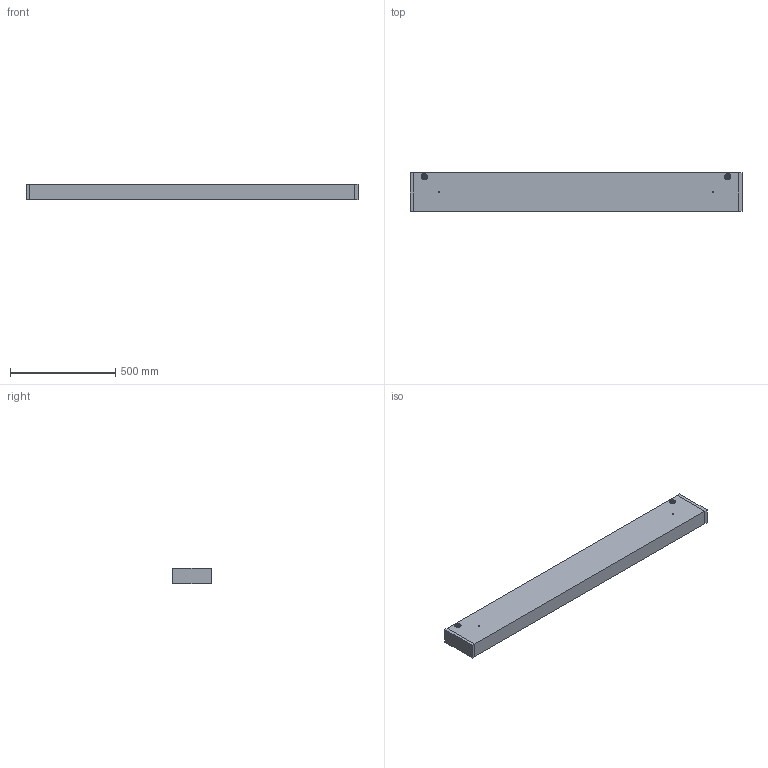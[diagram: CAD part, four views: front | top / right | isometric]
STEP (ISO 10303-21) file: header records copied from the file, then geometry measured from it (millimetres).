
FILE_DESCRIPTION(/* description */ (''),/* implementation_level */ '2;1');
FILE_NAME(/* name */ '585-680.stp',/* time_stamp */ '2019-01-15T07:44:11+01:00',/* author */ (''),/* organization */ (''),/* preprocessor_version */ 'ST-DEVELOPER v15',/* originating_system */ 'SIEMENS PLM Software NX 8.5',/* authorisation */ '');
FILE_SCHEMA (('AUTOMOTIVE_DESIGN { 1 0 10303 214 3 1 1 1 }'));
Length unit declared in the file: millimetre
Products named in the file (1): ante05A82D63d0b2
Bounding box: 1576 x 185 x 73 mm (x, y, z)
Volume: 20666202.9 mm3; surface area: 1339255.2 mm2
Topology: 4 solids, 4 shells, 48 faces, 90 edges, 60 vertices
Faces by surface type: plane 38, cylinder 10
Full cylindrical faces by diameter (mm): 6 x2, 8 x2, 18 x2, 26.5 x2, 30.5 x2
Entity records: 1291 total; most frequent: DIRECTION 198, CARTESIAN_POINT 189, ORIENTED_EDGE 160, EDGE_CURVE 80, AXIS2_PLACEMENT_3D 69, EDGE_LOOP 68, VERTEX_POINT 60, LINE 60
